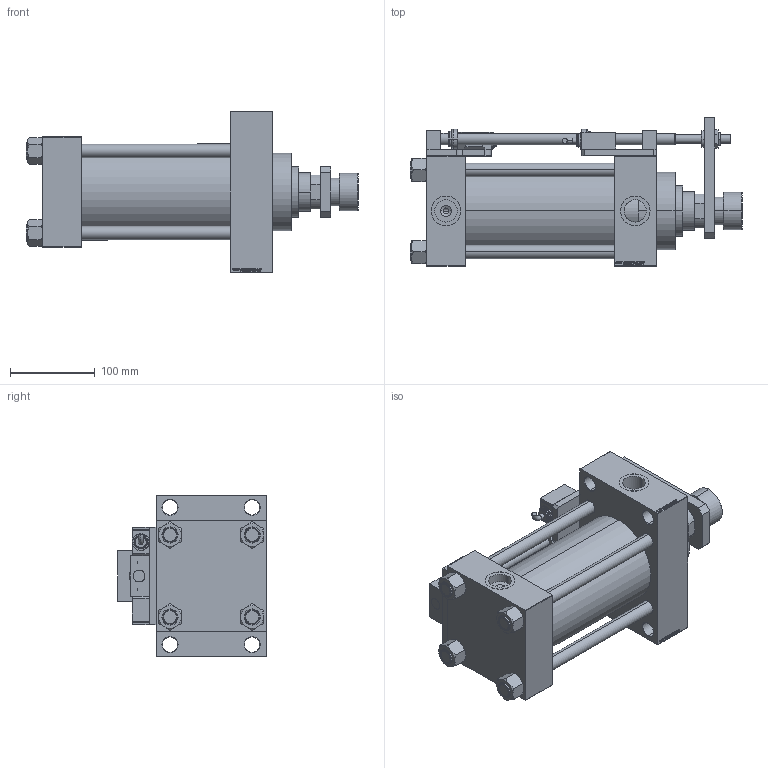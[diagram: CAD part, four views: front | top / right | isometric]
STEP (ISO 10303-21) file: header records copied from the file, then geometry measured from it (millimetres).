
FILE_DESCRIPTION (( 'STEP AP203' ), '1' );
FILE_NAME ('4307.STEP', '2022-04-16T20:15:15', ( '' ), ( '' ), 'SwSTEP 2.0', 'SolidWorks 2019', '' );
FILE_SCHEMA (( 'CONFIG_CONTROL_DESIGN' ));
Length unit declared in the file: millimetre
Products named in the file (17): V215CD_SWITCH_Q_MAGNET e9523ef6c8dbd9291bfaa652d1d8514b; V215CD_SWITCH_Q_ZARAZKA e9523ef6c8dbd9291bfaa652d1d8514b; V215CD_VCP_D e9523ef6c8dbd9291bfaa652d1d8514b; V215CD_D_TYCINKA e9523ef6c8dbd9291bfaa652d1d8514b; 4307; V215CD_SWITCH_Q_PODLOZKA_BACK e9523ef6c8dbd9291bfaa652d1d8514b; V215CD_SWITCH_Q_PODLOZKA_FRONT e9523ef6c8dbd9291bfaa652d1d8514b; V215CD_SWITCH_Q_NUT e9523ef6c8dbd9291bfaa652d1d8514b; V215CD_SWITCH_Q_TYC e9523ef6c8dbd9291bfaa652d1d8514b; V215CR_ROD_END_F e9523ef6c8dbd9291bfaa652d1d8514b; V215CD_SWITCH_Q_DIMA e9523ef6c8dbd9291bfaa652d1d8514b; V215CD_SWITCH_Q_NUT10 e9523ef6c8dbd9291bfaa652d1d8514b; V215CD_SWITCH_Q_SWITCH e9523ef6c8dbd9291bfaa652d1d8514b; V215CD_VC_A e9523ef6c8dbd9291bfaa652d1d8514b; V215CD_NUT_M5_D e9523ef6c8dbd9291bfaa652d1d8514b; V215CD_SWITCH_Q_BLOK e9523ef6c8dbd9291bfaa652d1d8514b; V215CD_D_Body e9523ef6c8dbd9291bfaa652d1d8514b
Assembly tree (25 placements, depth 2):
  4307
    V215CD_D_Body e9523ef6c8dbd9291bfaa652d1d8514b
    V215CD_VC_A e9523ef6c8dbd9291bfaa652d1d8514b
    V215CD_VCP_D e9523ef6c8dbd9291bfaa652d1d8514b
    V215CD_D_TYCINKA e9523ef6c8dbd9291bfaa652d1d8514b  x4
    V215CD_NUT_M5_D e9523ef6c8dbd9291bfaa652d1d8514b  x4
    V215CR_ROD_END_F e9523ef6c8dbd9291bfaa652d1d8514b
    V215CD_SWITCH_Q_BLOK e9523ef6c8dbd9291bfaa652d1d8514b  x2
    V215CD_SWITCH_Q_DIMA e9523ef6c8dbd9291bfaa652d1d8514b
    V215CD_SWITCH_Q_MAGNET e9523ef6c8dbd9291bfaa652d1d8514b  x2
    V215CD_SWITCH_Q_NUT e9523ef6c8dbd9291bfaa652d1d8514b
    V215CD_SWITCH_Q_NUT10 e9523ef6c8dbd9291bfaa652d1d8514b
    V215CD_SWITCH_Q_PODLOZKA_BACK e9523ef6c8dbd9291bfaa652d1d8514b
    V215CD_SWITCH_Q_PODLOZKA_FRONT e9523ef6c8dbd9291bfaa652d1d8514b
    V215CD_SWITCH_Q_SWITCH e9523ef6c8dbd9291bfaa652d1d8514b  x2
    V215CD_SWITCH_Q_TYC e9523ef6c8dbd9291bfaa652d1d8514b
    V215CD_SWITCH_Q_ZARAZKA e9523ef6c8dbd9291bfaa652d1d8514b
Bounding box: 392 x 175 x 190 mm (x, y, z)
Volume: 3340890.6 mm3; surface area: 568842.8 mm2
Topology: 25 solids, 25 shells, 1400 faces, 3459 edges, 2240 vertices
Faces by surface type: plane 671, bspline 368, cylinder 164, cone 157, torus 40
Entity records: 53997 total; most frequent: CARTESIAN_POINT 26128, ORIENTED_EDGE 5858, DIRECTION 4194, EDGE_CURVE 2929, VERTEX_POINT 1914, VECTOR 1746, LINE 1746, EDGE_LOOP 1333
